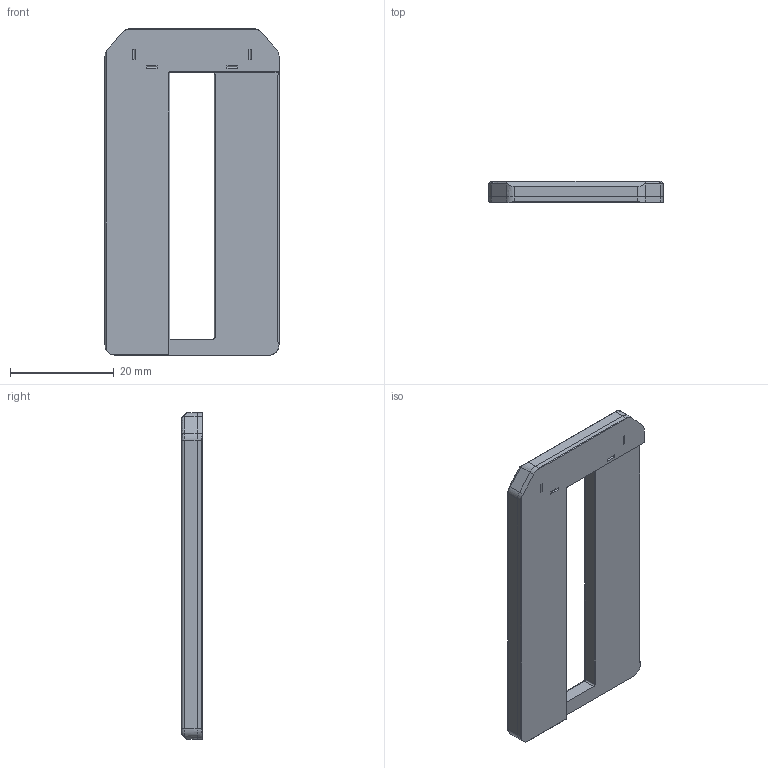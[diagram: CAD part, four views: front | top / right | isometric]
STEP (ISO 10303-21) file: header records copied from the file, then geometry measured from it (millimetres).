
FILE_DESCRIPTION(('HOOPS Exchange Step'),'2;1');
FILE_NAME('LGES_TMC_E-TNGA-3P8S_000_INTER BUSBAR FRONT-2.STP','2024-10-18T15:51:25+09:00',('no134'),('Unknown organisation'),'HOOPS Exchange 2024.1','OPR3D','Unknown authorisation');
FILE_SCHEMA( ('AUTOMOTIVE_DESIGN { 1 0 10303 214 1 1 1 1 }') );
Length unit declared in the file: millimetre
Products named in the file (3): TOYOTA_INTER BUSBAR FRONT-2(2); TOYOTA_E-TNGA_SUB_BUSBAR_FRAME_ASSY_FRONT; TOYOTA_E-TNGA_SUB_BUSBAR_FRAME_ASSY_FRONT.stp
Assembly tree (2 placements, depth 3):
  TOYOTA_E-TNGA_SUB_BUSBAR_FRAME_ASSY_FRONT.stp
    TOYOTA_E-TNGA_SUB_BUSBAR_FRAME_ASSY_FRONT
      TOYOTA_INTER BUSBAR FRONT-2(2)
Bounding box: 33.6 x 4 x 63 mm (x, y, z)
Volume: 5857.6 mm3; surface area: 6187.3 mm2
Topology: 2 solids, 2 shells, 88 faces, 225 edges, 145 vertices
Faces by surface type: bspline 88
Entity records: 2865 total; most frequent: CARTESIAN_POINT 1463, ORIENTED_EDGE 450, EDGE_CURVE 225, B_SPLINE_CURVE_WITH_KNOTS 171, VERTEX_POINT 145, EDGE_LOOP 94, FACE_BOUND 94, ADVANCED_FACE 88
